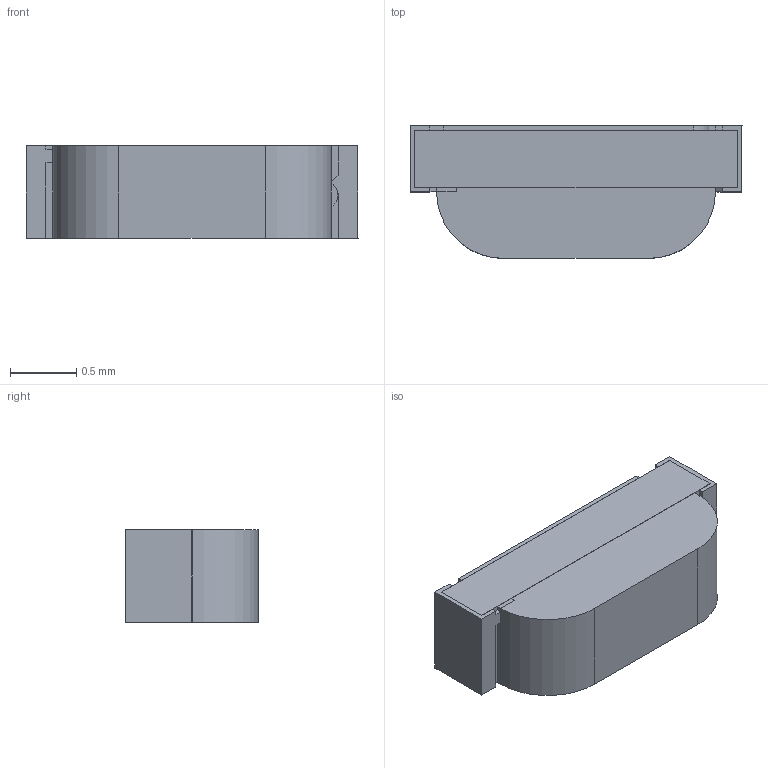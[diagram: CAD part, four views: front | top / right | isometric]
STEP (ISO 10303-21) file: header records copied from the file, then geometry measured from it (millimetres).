
FILE_DESCRIPTION(('FreeCAD Model'),'2;1');
FILE_NAME('APFA2507.step','2018-09-03T16:30:49',( 'kicad StepUp'),('ksu MCAD'),'Open CASCADE STEP processor 7.3', 'FreeCAD','Unknown');
FILE_SCHEMA(('AUTOMOTIVE_DESIGN { 1 0 10303 214 1 1 1 1 }'));
Length unit declared in the file: millimetre
Products named in the file (1): APFA2507
Bounding box: 2.5 x 1 x 0.7 mm (x, y, z)
Volume: 1.5 mm3; surface area: 16.8 mm2
Topology: 11 solids, 11 shells, 97 faces, 675 edges, 1950 vertices
Faces by surface type: plane 90, cylinder 7
Entity records: 9361 total; most frequent: CARTESIAN_POINT 2732, DIRECTION 910, LINE 630, VECTOR 630, GEOMETRIC_CURVE_SET 451, ORIENTED_EDGE 450, TRIMMED_CURVE 450, STYLED_ITEM 236
